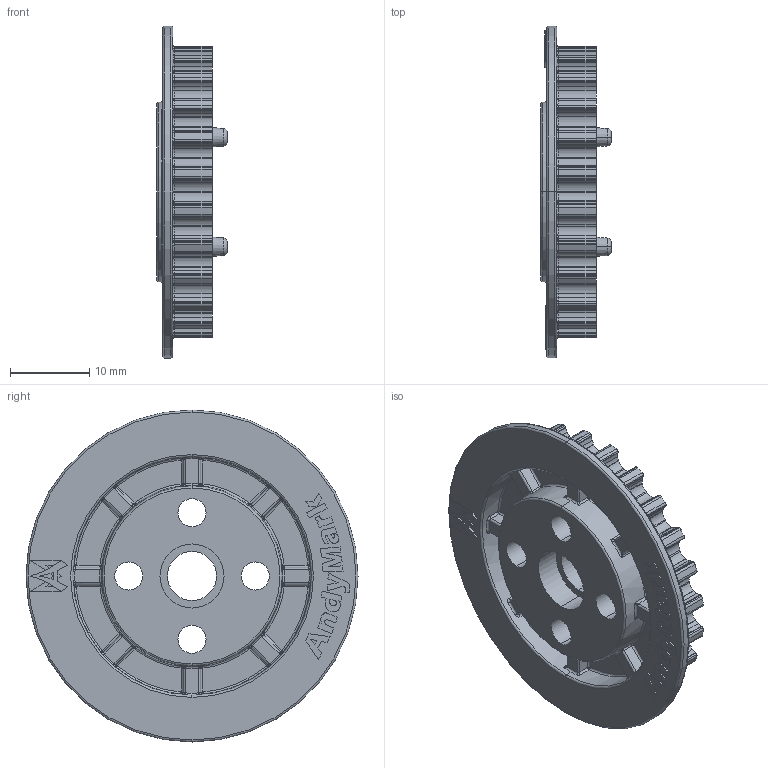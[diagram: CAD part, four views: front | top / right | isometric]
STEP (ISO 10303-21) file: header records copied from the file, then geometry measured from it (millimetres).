
FILE_DESCRIPTION (( 'STEP AP214' ), '1' );
FILE_NAME ('am-3401 24 tooth HTD pulley half 6mm bore.STEP', '2016-09-09T00:21:10', ( '' ), ( '' ), 'SwSTEP 2.0', 'SolidWorks 2014', '' );
FILE_SCHEMA (( 'AUTOMOTIVE_DESIGN' ));
Length unit declared in the file: inch
Products named in the file (1): am-3401 24 tooth HTD pulley half 6mm bore
Bounding box: 8.91 x 42 x 42 mm (x, y, z)
Volume: 5434.7 mm3; surface area: 4693.3 mm2
Topology: 2 solids, 2 shells, 1301 faces, 3239 edges, 1934 vertices
Faces by surface type: cylinder 456, torus 438, bspline 215, plane 136, sphere 44, cone 12
Entity records: 44648 total; most frequent: CARTESIAN_POINT 14642, ORIENTED_EDGE 6430, DIRECTION 6381, EDGE_CURVE 3215, AXIS2_PLACEMENT_3D 2757, VERTEX_POINT 1934, CIRCLE 1670, EDGE_LOOP 1333
